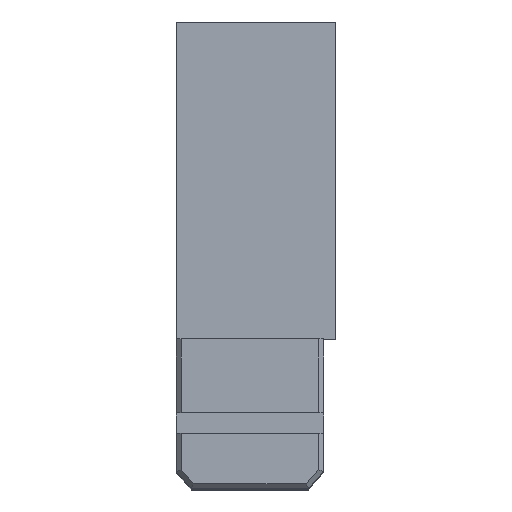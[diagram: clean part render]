
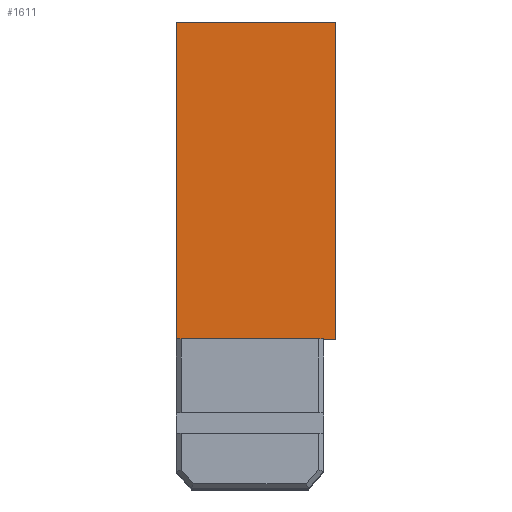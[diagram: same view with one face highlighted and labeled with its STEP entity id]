
A CAD part, top view. The second image highlights one B-rep face of the part: STEP entity #1611.
In plain terms, the highlighted planar face has unit normal (0, 0, 1).
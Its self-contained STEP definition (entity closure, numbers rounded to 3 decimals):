
#143=FACE_OUTER_BOUND('',#234,.T.);
#234=EDGE_LOOP('',(#1077,#1078,#1079,#1080,#1081));
#328=LINE('',#2112,#499);
#331=LINE('',#2122,#502);
#332=LINE('',#2124,#503);
#333=LINE('',#2126,#504);
#334=LINE('',#2127,#505);
#499=VECTOR('',#1801,1000.);
#502=VECTOR('',#1810,10.);
#503=VECTOR('',#1811,1000.);
#504=VECTOR('',#1812,1000.);
#505=VECTOR('',#1813,1000.);
#670=VERTEX_POINT('',#2109);
#671=VERTEX_POINT('',#2111);
#675=VERTEX_POINT('',#2121);
#676=VERTEX_POINT('',#2123);
#677=VERTEX_POINT('',#2125);
#829=EDGE_CURVE('',#670,#671,#328,.T.);
#834=EDGE_CURVE('',#670,#675,#331,.T.);
#835=EDGE_CURVE('',#675,#676,#332,.T.);
#836=EDGE_CURVE('',#677,#676,#333,.T.);
#837=EDGE_CURVE('',#671,#677,#334,.T.);
#1077=ORIENTED_EDGE('',*,*,#834,.T.);
#1078=ORIENTED_EDGE('',*,*,#835,.T.);
#1079=ORIENTED_EDGE('',*,*,#836,.F.);
#1080=ORIENTED_EDGE('',*,*,#837,.F.);
#1081=ORIENTED_EDGE('',*,*,#829,.F.);
#1558=PLANE('',#1729);
#1611=ADVANCED_FACE('',(#143),#1558,.F.);
#1729=AXIS2_PLACEMENT_3D('',#2120,#1808,#1809);
#1801=DIRECTION('',(1.,0.,0.));
#1808=DIRECTION('center_axis',(0.,0.,
-1.));
#1809=DIRECTION('ref_axis',(0.,1.,0.));
#1810=DIRECTION('',(0.,-1.,0.));
#1811=DIRECTION('',(1.,0.,0.));
#1812=DIRECTION('',(-1.,0.,0.));
#1813=DIRECTION('',(0.,-1.,0.));
#2109=CARTESIAN_POINT('',(-3.,16.05,4.5));
#2111=CARTESIAN_POINT('',(3.5,16.05,4.5));
#2112=CARTESIAN_POINT('',(0.,16.05,4.5));
#2120=CARTESIAN_POINT('Origin',(0.,16.05,4.5));
#2121=CARTESIAN_POINT('',(-3.,3.15,4.5));
#2122=CARTESIAN_POINT('',(-3.,8.025,4.5));
#2123=CARTESIAN_POINT('',(3.,3.15,4.5));
#2124=CARTESIAN_POINT('',(0.,3.15,4.5));
#2125=CARTESIAN_POINT('',(3.5,3.15,4.5));
#2126=CARTESIAN_POINT('',(3.5,3.15,4.5));
#2127=CARTESIAN_POINT('',(3.5,16.05,4.5));
